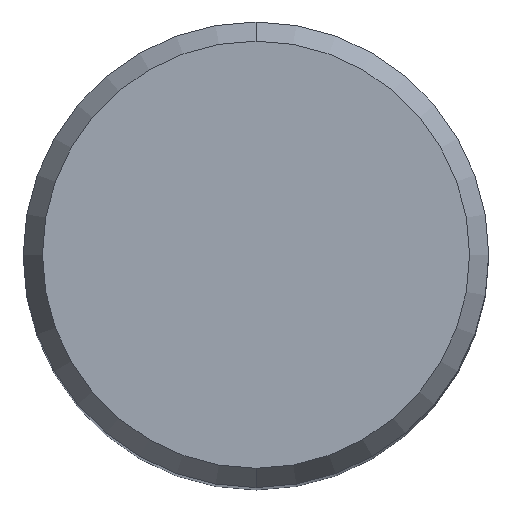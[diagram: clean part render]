
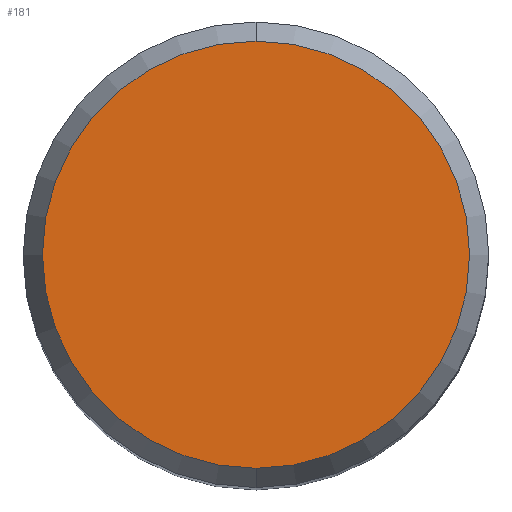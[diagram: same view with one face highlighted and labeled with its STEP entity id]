
A CAD part, top view. The second image highlights one B-rep face of the part: STEP entity #181.
In plain terms, the highlighted planar face has unit normal (0, 0, 1).
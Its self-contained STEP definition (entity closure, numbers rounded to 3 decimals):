
#181=ADVANCED_FACE('',(#473),#474,.T.);
#215=EDGE_CURVE('',#365,#397,#515,.T.);
#365=VERTEX_POINT('',#675);
#397=VERTEX_POINT('',#713);
#399=EDGE_CURVE('',#397,#365,#715,.T.);
#473=FACE_OUTER_BOUND('',#786,.T.);
#474=PLANE('',#787);
#515=CIRCLE('',#863,6.423);
#675=CARTESIAN_POINT('',(0.0,6.423,0.0));
#713=CARTESIAN_POINT('',(0.,-6.423,0.0));
#715=CIRCLE('',#1344,6.423);
#786=EDGE_LOOP('',(#1452,#1453));
#787=AXIS2_PLACEMENT_3D('',#1454,#1455,#1456);
#863=AXIS2_PLACEMENT_3D('',#1524,#1525,#1526);
#1344=AXIS2_PLACEMENT_3D('',#1742,#1743,#1744);
#1452=ORIENTED_EDGE('',*,*,#215,.F.);
#1453=ORIENTED_EDGE('',*,*,#399,.F.);
#1454=CARTESIAN_POINT('',(0.0,3.211,0.0));
#1455=DIRECTION('',(-0.0,0.0,1.0));
#1456=DIRECTION('',(0.0,-1.0,0.0));
#1524=CARTESIAN_POINT('',(0.0,0.0,0.0));
#1525=DIRECTION('',(0.0,0.0,-1.0));
#1526=DIRECTION('',(0.0,1.0,0.0));
#1742=CARTESIAN_POINT('',(0.0,0.0,0.0));
#1743=DIRECTION('',(0.0,0.0,-1.0));
#1744=DIRECTION('',(0.0,1.0,0.0));
